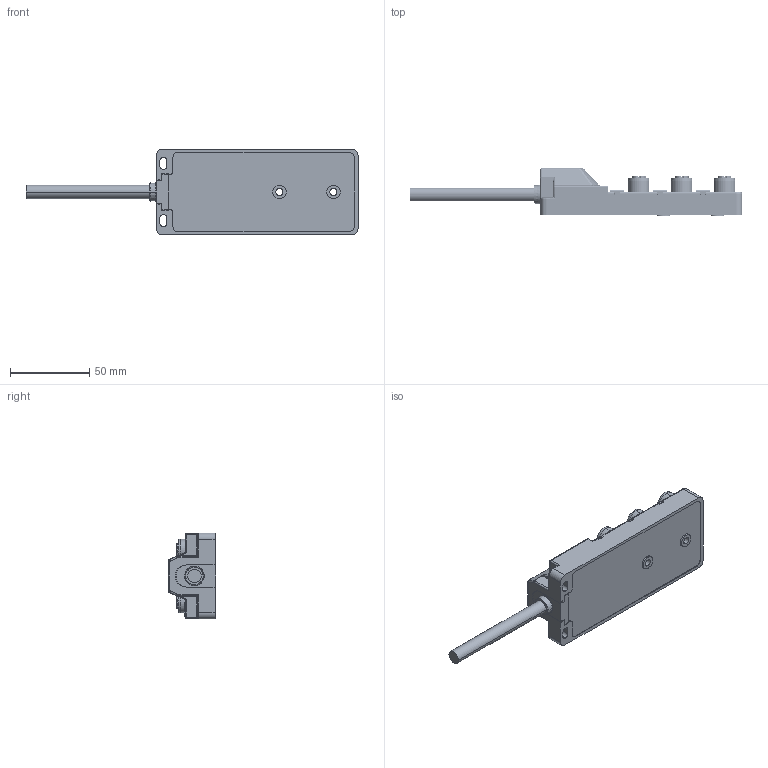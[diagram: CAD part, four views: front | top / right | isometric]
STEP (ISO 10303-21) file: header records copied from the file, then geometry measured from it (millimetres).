
FILE_DESCRIPTION (( 'STEP AP203' ), '1' );
FILE_NAME ('P508.STEP', '2020-04-16T02:32:03', ( 'edpusr' ), ( 'Microsoft' ), 'SwSTEP 2.0', 'SolidWorks 2015', '' );
FILE_SCHEMA (( 'CONFIG_CONTROL_DESIGN' ));
Length unit declared in the file: millimetre
Products named in the file (1): P508
Bounding box: 209 x 30 x 54 mm (x, y, z)
Volume: 119217.8 mm3; surface area: 57580.9 mm2
Topology: 58 solids, 58 shells, 4020 faces, 9994 edges, 6258 vertices
Faces by surface type: plane 1558, cylinder 1456, cone 724, bspline 262, torus 18, sphere 2
Entity records: 127422 total; most frequent: CARTESIAN_POINT 31852, DIRECTION 20282, ORIENTED_EDGE 19880, EDGE_CURVE 9940, AXIS2_PLACEMENT_3D 7523, VERTEX_POINT 6258, LINE 5236, VECTOR 5236
